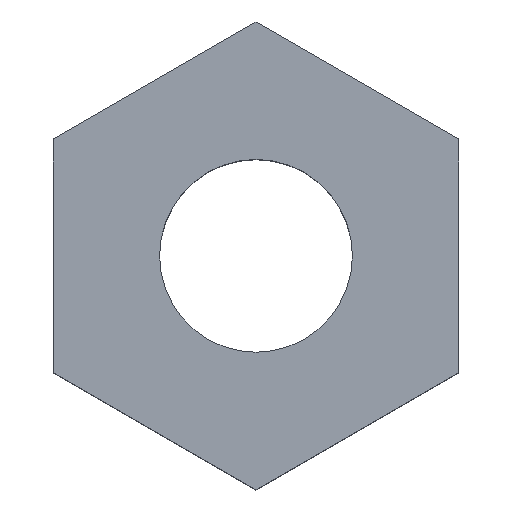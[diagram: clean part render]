
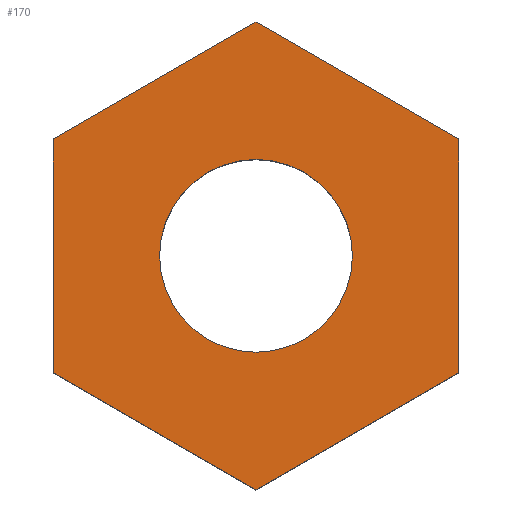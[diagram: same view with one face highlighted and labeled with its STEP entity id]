
A CAD part, top view. The second image highlights one B-rep face of the part: STEP entity #170.
In plain terms, the highlighted planar face has unit normal (0, 0, 1).
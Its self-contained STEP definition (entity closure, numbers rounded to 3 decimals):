
#15=FACE_BOUND('',#42,.T.);
#23=PLANE('',#195);
#32=FACE_OUTER_BOUND('',#41,.T.);
#41=EDGE_LOOP('',(#148,#149,#150,#151,#152,#153));
#42=EDGE_LOOP('',(#154));
#48=LINE('',#254,#67);
#51=LINE('',#260,#70);
#54=LINE('',#266,#73);
#57=LINE('',#272,#76);
#60=LINE('',#278,#79);
#63=LINE('',#282,#82);
#67=VECTOR('',#210,10.);
#70=VECTOR('',#215,10.);
#73=VECTOR('',#220,10.);
#76=VECTOR('',#225,10.);
#79=VECTOR('',#230,10.);
#82=VECTOR('',#235,10.);
#84=CIRCLE('',#188,1.666);
#86=VERTEX_POINT('',#244);
#89=VERTEX_POINT('',#251);
#90=VERTEX_POINT('',#253);
#92=VERTEX_POINT('',#259);
#94=VERTEX_POINT('',#265);
#96=VERTEX_POINT('',#271);
#98=VERTEX_POINT('',#277);
#101=EDGE_CURVE('',#86,#86,#84,.T.);
#104=EDGE_CURVE('',#90,#89,#48,.T.);
#107=EDGE_CURVE('',#92,#90,#51,.T.);
#110=EDGE_CURVE('',#94,#92,#54,.T.);
#113=EDGE_CURVE('',#96,#94,#57,.T.);
#116=EDGE_CURVE('',#98,#96,#60,.T.);
#119=EDGE_CURVE('',#89,#98,#63,.T.);
#148=ORIENTED_EDGE('',*,*,#119,.T.);
#149=ORIENTED_EDGE('',*,*,#116,.T.);
#150=ORIENTED_EDGE('',*,*,#113,.T.);
#151=ORIENTED_EDGE('',*,*,#110,.T.);
#152=ORIENTED_EDGE('',*,*,#107,.T.);
#153=ORIENTED_EDGE('',*,*,#104,.T.);
#154=ORIENTED_EDGE('',*,*,#101,.T.);
#170=ADVANCED_FACE('',(#32,#15),#23,.T.);
#188=AXIS2_PLACEMENT_3D('',#246,#204,#205);
#195=AXIS2_PLACEMENT_3D('',#283,#236,#237);
#204=DIRECTION('center_axis',(0.,0.,-1.));
#205=DIRECTION('ref_axis',(-1.,0.,0.));
#210=DIRECTION('',(0.866,0.5,0.));
#215=DIRECTION('',(0.866,-0.5,0.));
#220=DIRECTION('',(0.,-1.,0.));
#225=DIRECTION('',(-0.866,-0.5,0.));
#230=DIRECTION('',(-0.866,0.5,0.));
#235=DIRECTION('',(0.,1.,0.));
#236=DIRECTION('center_axis',(0.,0.,1.));
#237=DIRECTION('ref_axis',(1.,0.,0.));
#244=CARTESIAN_POINT('',(1.666,0.,3.2));
#246=CARTESIAN_POINT('Origin',(0.,0.,
3.2));
#251=CARTESIAN_POINT('',(3.5,-2.021,3.2));
#253=CARTESIAN_POINT('',(0.,-4.041,3.2));
#254=CARTESIAN_POINT('',(0.,-4.041,3.2));
#259=CARTESIAN_POINT('',(-3.5,-2.021,3.2));
#260=CARTESIAN_POINT('',(-3.5,-2.021,3.2));
#265=CARTESIAN_POINT('',(-3.5,2.021,3.2));
#266=CARTESIAN_POINT('',(-3.5,2.021,3.2));
#271=CARTESIAN_POINT('',(0.,4.041,3.2));
#272=CARTESIAN_POINT('',(0.,4.041,3.2));
#277=CARTESIAN_POINT('',(3.5,2.021,3.2));
#278=CARTESIAN_POINT('',(3.5,2.021,3.2));
#282=CARTESIAN_POINT('',(3.5,-2.021,3.2));
#283=CARTESIAN_POINT('Origin',(0.,0.,3.2));
